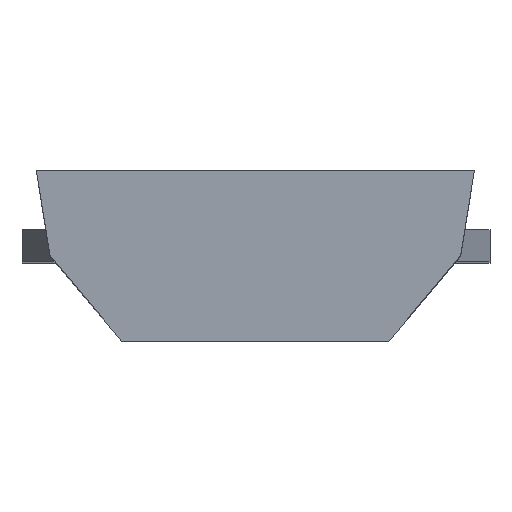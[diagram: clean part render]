
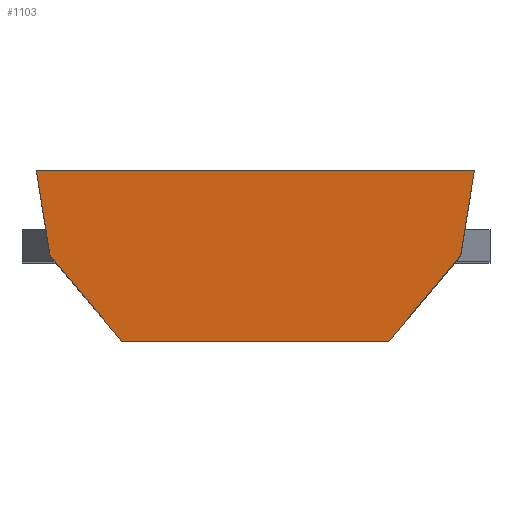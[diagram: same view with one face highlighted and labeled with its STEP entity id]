
A CAD part, top view. The second image highlights one B-rep face of the part: STEP entity #1103.
In plain terms, the highlighted planar face has unit normal (0, -0.062, 0.998).
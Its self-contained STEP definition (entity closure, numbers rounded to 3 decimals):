
#42=FACE_OUTER_BOUND('',#103,.T.);
#103=EDGE_LOOP('',(#800,#801,#802,#803,#804,#805));
#179=LINE('',#1582,#330);
#183=LINE('',#1591,#334);
#187=LINE('',#1599,#338);
#190=LINE('',#1605,#341);
#193=LINE('',#1610,#344);
#195=LINE('',#1613,#346);
#330=VECTOR('',#1296,1000.);
#334=VECTOR('',#1302,1000.);
#338=VECTOR('',#1308,1000.);
#341=VECTOR('',#1313,1000.);
#344=VECTOR('',#1318,1000.);
#346=VECTOR('',#1322,1000.);
#470=VERTEX_POINT('',#1580);
#471=VERTEX_POINT('',#1581);
#474=VERTEX_POINT('',#1589);
#475=VERTEX_POINT('',#1590);
#478=VERTEX_POINT('',#1598);
#480=VERTEX_POINT('',#1604);
#585=EDGE_CURVE('',#470,#471,#179,.T.);
#589=EDGE_CURVE('',#474,#475,#183,.T.);
#593=EDGE_CURVE('',#478,#474,#187,.T.);
#596=EDGE_CURVE('',#480,#478,#190,.T.);
#599=EDGE_CURVE('',#471,#480,#193,.T.);
#601=EDGE_CURVE('',#470,#475,#195,.T.);
#800=ORIENTED_EDGE('',*,*,#589,.T.);
#801=ORIENTED_EDGE('',*,*,#601,.F.);
#802=ORIENTED_EDGE('',*,*,#585,.T.);
#803=ORIENTED_EDGE('',*,*,#599,.T.);
#804=ORIENTED_EDGE('',*,*,#596,.T.);
#805=ORIENTED_EDGE('',*,*,#593,.T.);
#1025=PLANE('',#1182);
#1103=ADVANCED_FACE('',(#42),#1025,.T.);
#1182=AXIS2_PLACEMENT_3D('',#1615,#1324,#1325);
#1296=DIRECTION('',(0.159,-0.985,-0.062));
#1302=DIRECTION('',(0.159,0.985,0.062));
#1308=DIRECTION('',(0.642,0.765,0.048));
#1313=DIRECTION('',(1.,0.,0.));
#1318=DIRECTION('',(0.642,-0.765,-0.048));
#1322=DIRECTION('',(1.,0.,0.));
#1324=DIRECTION('center_axis',(0.,-0.062,
0.998));
#1325=DIRECTION('ref_axis',(0.,0.998,0.062));
#1580=CARTESIAN_POINT('',(-2.05,0.8,2.05));
#1581=CARTESIAN_POINT('',(-1.921,0.,2.));
#1582=CARTESIAN_POINT('',(-2.01,0.551,2.034));
#1589=CARTESIAN_POINT('',(1.921,0.,2.));
#1590=CARTESIAN_POINT('',(2.05,0.8,2.05));
#1591=CARTESIAN_POINT('',(2.01,0.551,2.034));
#1598=CARTESIAN_POINT('',(1.25,-0.8,1.95));
#1599=CARTESIAN_POINT('',(1.127,-0.946,1.941));
#1604=CARTESIAN_POINT('',(-1.25,-0.8,1.95));
#1605=CARTESIAN_POINT('',(-8.,-0.8,1.95));
#1610=CARTESIAN_POINT('',(-1.127,-0.946,1.941));
#1613=CARTESIAN_POINT('',(2.05,0.8,2.05));
#1615=CARTESIAN_POINT('Origin',(-8.,0.8,2.05));
